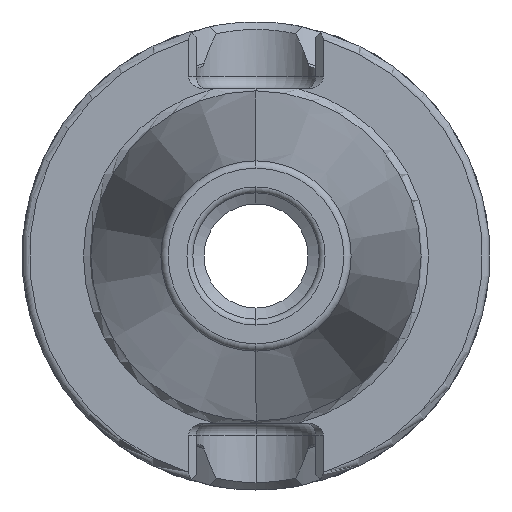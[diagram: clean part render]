
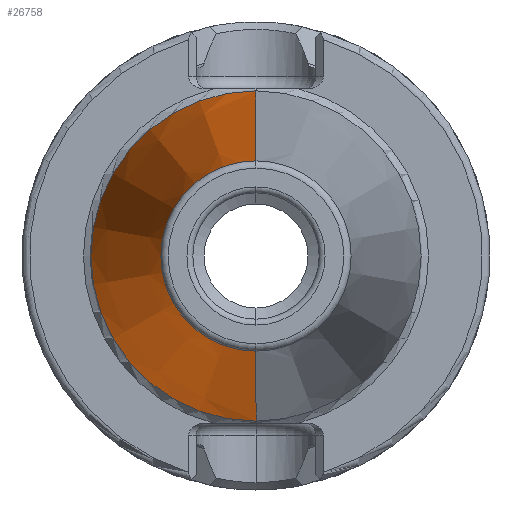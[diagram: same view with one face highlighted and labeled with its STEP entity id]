
A CAD part, left-side view. The second image highlights one B-rep face of the part: STEP entity #26758.
In plain terms, the highlighted conical face has half-angle 8.297 degrees and reference radius 22.225 mm.
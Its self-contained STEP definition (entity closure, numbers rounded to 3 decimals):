
#2234 = CARTESIAN_POINT ( 'NONE',  ( 0., 0., 0. ) ) ;
#2839 = DIRECTION ( 'NONE',  ( 1., 0., 0. ) ) ;
#3451 = CARTESIAN_POINT ( 'NONE',  ( 0., 0., -22.225 ) ) ;
#4545 = DIRECTION ( 'NONE',  ( 0., 0., 1. ) ) ;
#5197 = ORIENTED_EDGE ( 'NONE', *, *, #20361, .T. ) ;
#5488 = ORIENTED_EDGE ( 'NONE', *, *, #23732, .T. ) ;
#7410 = DIRECTION ( 'NONE',  ( -1., 0., 0. ) ) ;
#7833 = CARTESIAN_POINT ( 'NONE',  ( 0., 0., 22.225 ) ) ;
#8224 = CARTESIAN_POINT ( 'NONE',  ( -64.544, 0., -12.812 ) ) ;
#8568 = CIRCLE ( 'NONE', #16573, 12.812 ) ;
#9114 = ORIENTED_EDGE ( 'NONE', *, *, #13898, .F. ) ;
#10296 = VECTOR ( 'NONE', #19350, 1000. ) ;
#10961 = AXIS2_PLACEMENT_3D ( 'NONE', #18890, #2839, #16495 ) ;
#11872 = VERTEX_POINT ( 'NONE', #8224 ) ;
#12256 = CIRCLE ( 'NONE', #29589, 22.225 ) ;
#12377 = LINE ( 'NONE', #13777, #24616 ) ;
#13777 = CARTESIAN_POINT ( 'NONE',  ( 0., 0., -22.225 ) ) ;
#13898 = EDGE_CURVE ( 'NONE', #11872, #28126, #12377, .T. ) ;
#16118 = ORIENTED_EDGE ( 'NONE', *, *, #18538, .F. ) ;
#16495 = DIRECTION ( 'NONE',  ( 0., 0., -1. ) ) ;
#16573 = AXIS2_PLACEMENT_3D ( 'NONE', #21138, #7410, #23466 ) ;
#18277 = DIRECTION ( 'NONE',  ( -1., 0., 0. ) ) ;
#18538 = EDGE_CURVE ( 'NONE', #27863, #11872, #8568, .T. ) ;
#18890 = CARTESIAN_POINT ( 'NONE',  ( 0., 0., 0. ) ) ;
#19025 = VERTEX_POINT ( 'NONE', #20726 ) ;
#19350 = DIRECTION ( 'NONE',  ( 0.99, 0., 0.144 ) ) ;
#20361 = EDGE_CURVE ( 'NONE', #27863, #19025, #28619, .T. ) ;
#20726 = CARTESIAN_POINT ( 'NONE',  ( 0., 0., 22.225 ) ) ;
#21138 = CARTESIAN_POINT ( 'NONE',  ( -64.544, 0., 0. ) ) ;
#21463 = EDGE_LOOP ( 'NONE', ( #16118, #5197, #5488, #9114 ) ) ;
#22544 = CARTESIAN_POINT ( 'NONE',  ( -64.544, 0., 12.812 ) ) ;
#22601 = CONICAL_SURFACE ( 'NONE', #10961, 22.225, 0.145 ) ;
#23466 = DIRECTION ( 'NONE',  ( 0., 0., 1. ) ) ;
#23732 = EDGE_CURVE ( 'NONE', #19025, #28126, #12256, .T. ) ;
#24616 = VECTOR ( 'NONE', #27431, 1000. ) ;
#24777 = FACE_OUTER_BOUND ( 'NONE', #21463, .T. ) ;
#26758 = ADVANCED_FACE ( 'NONE', ( #24777 ), #22601, .T. ) ;
#27431 = DIRECTION ( 'NONE',  ( 0.99, 0., -0.144 ) ) ;
#27863 = VERTEX_POINT ( 'NONE', #22544 ) ;
#28126 = VERTEX_POINT ( 'NONE', #3451 ) ;
#28619 = LINE ( 'NONE', #7833, #10296 ) ;
#29589 = AXIS2_PLACEMENT_3D ( 'NONE', #2234, #18277, #4545 ) ;
